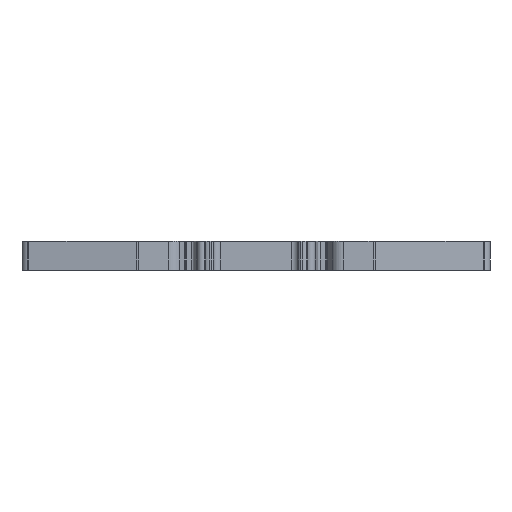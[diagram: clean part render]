
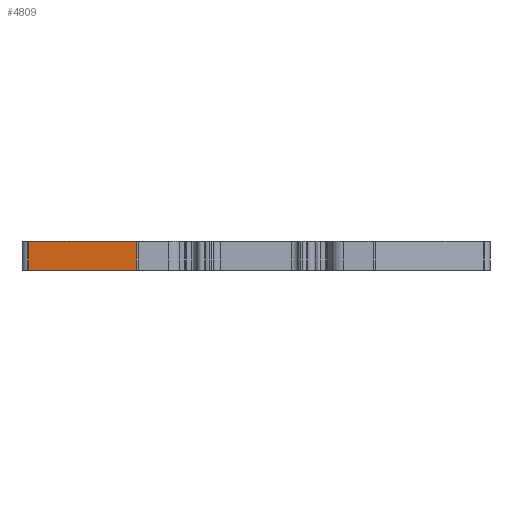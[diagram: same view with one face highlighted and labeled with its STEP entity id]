
A CAD part, front view. The second image highlights one B-rep face of the part: STEP entity #4809.
In plain terms, the highlighted planar face has unit normal (-0.131, -0.991, 0).
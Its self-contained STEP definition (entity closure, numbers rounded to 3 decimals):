
#618 = VERTEX_POINT ( 'NONE', #21521 ) ;
#769 = CARTESIAN_POINT ( 'NONE',  ( 207.155, 8.702, 6.2 ) ) ;
#894 = EDGE_LOOP ( 'NONE', ( #19390, #18126, #18213, #18153 ) ) ;
#988 = VERTEX_POINT ( 'NONE', #769 ) ;
#1015 = CARTESIAN_POINT ( 'NONE',  ( 231.558, 5.49, 6.2 ) ) ;
#1122 = VERTEX_POINT ( 'NONE', #1015 ) ;
#3643 = LINE ( 'NONE', #3663, #22340 ) ;
#3645 = DIRECTION ( 'NONE',  ( 0.991, -0.131, 0. ) ) ;
#3663 = CARTESIAN_POINT ( 'NONE',  ( 231.558, 5.49, -0.35 ) ) ;
#4508 = DIRECTION ( 'NONE',  ( 0., 0., 1. ) ) ;
#4517 = CARTESIAN_POINT ( 'NONE',  ( 207.155, 8.702, -29.276 ) ) ;
#4523 = LINE ( 'NONE', #4517, #12611 ) ;
#4809 = ADVANCED_FACE ( 'NONE', ( #8681 ), #8698, .T. ) ;
#5122 = EDGE_CURVE ( 'NONE', #21896, #618, #3643, .T. ) ;
#5215 = EDGE_CURVE ( 'NONE', #21896, #988, #4523, .T. ) ;
#6036 = EDGE_CURVE ( 'NONE', #618, #1122, #14975, .T. ) ;
#6161 = EDGE_CURVE ( 'NONE', #988, #1122, #14628, .T. ) ;
#8677 = CARTESIAN_POINT ( 'NONE',  ( 231.558, 5.49, -29.276 ) ) ;
#8678 = DIRECTION ( 'NONE',  ( -0.131, -0.991, 0. ) ) ;
#8681 = FACE_OUTER_BOUND ( 'NONE', #894, .T. ) ;
#8685 = DIRECTION ( 'NONE',  ( 0.991, -0.131, 0. ) ) ;
#8698 = PLANE ( 'NONE',  #22673 ) ;
#11256 = CARTESIAN_POINT ( 'NONE',  ( 207.155, 8.702, -0.35 ) ) ;
#12493 = VECTOR ( 'NONE', #14653, 1000. ) ;
#12611 = VECTOR ( 'NONE', #4508, 1000. ) ;
#13486 = VECTOR ( 'NONE', #14955, 1000. ) ;
#14628 = LINE ( 'NONE', #14637, #12493 ) ;
#14637 = CARTESIAN_POINT ( 'NONE',  ( 208.933, 8.468, 6.2 ) ) ;
#14653 = DIRECTION ( 'NONE',  ( 0.991, -0.131, 0. ) ) ;
#14955 = DIRECTION ( 'NONE',  ( 0., 0., 1. ) ) ;
#14962 = CARTESIAN_POINT ( 'NONE',  ( 231.558, 5.49, -29.276 ) ) ;
#14975 = LINE ( 'NONE', #14962, #13486 ) ;
#18126 = ORIENTED_EDGE ( 'NONE', *, *, #5122, .T. ) ;
#18153 = ORIENTED_EDGE ( 'NONE', *, *, #6161, .F. ) ;
#18213 = ORIENTED_EDGE ( 'NONE', *, *, #6036, .T. ) ;
#19390 = ORIENTED_EDGE ( 'NONE', *, *, #5215, .F. ) ;
#21521 = CARTESIAN_POINT ( 'NONE',  ( 231.558, 5.49, -0.35 ) ) ;
#21896 = VERTEX_POINT ( 'NONE', #11256 ) ;
#22340 = VECTOR ( 'NONE', #3645, 1000. ) ;
#22673 = AXIS2_PLACEMENT_3D ( 'NONE', #8677, #8678, #8685 ) ;
